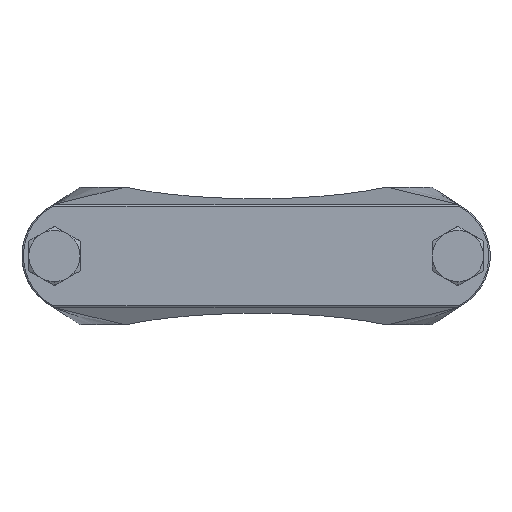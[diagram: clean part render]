
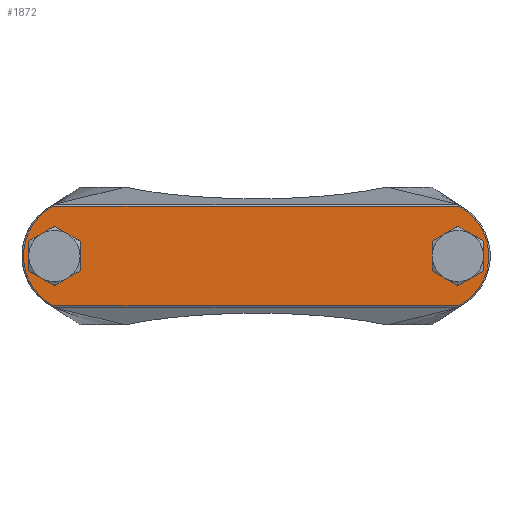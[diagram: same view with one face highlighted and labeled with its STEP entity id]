
A CAD part, front view. The second image highlights one B-rep face of the part: STEP entity #1872.
In plain terms, the highlighted planar face has unit normal (0, -1, 0).
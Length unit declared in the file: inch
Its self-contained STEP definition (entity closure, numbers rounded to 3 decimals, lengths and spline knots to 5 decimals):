
#2 = CARTESIAN_POINT ( 'NONE',  ( 1.93775, -0.995, -0.1263 ) ) ;
#6 = DIRECTION ( 'NONE',  ( 0.866, 0., -0.5 ) ) ;
#49 = LINE ( 'NONE', #812, #2126 ) ;
#62 = CARTESIAN_POINT ( 'NONE',  ( -1.93775, -0.995, -0.1263 ) ) ;
#84 = EDGE_CURVE ( 'NONE', #595, #2036, #115, .T. ) ;
#115 = LINE ( 'NONE', #1968, #2464 ) ;
#119 = EDGE_CURVE ( 'NONE', #1426, #2023, #2070, .T. ) ;
#121 = CARTESIAN_POINT ( 'NONE',  ( 1.93775, -0.995, 0.1263 ) ) ;
#186 = ORIENTED_EDGE ( 'NONE', *, *, #2138, .F. ) ;
#207 = CARTESIAN_POINT ( 'NONE',  ( 1.719, -0.995, -0.25259 ) ) ;
#247 = DIRECTION ( 'NONE',  ( -0.866, 0., -0.5 ) ) ;
#288 = ORIENTED_EDGE ( 'NONE', *, *, #306, .F. ) ;
#290 = EDGE_CURVE ( 'NONE', #2205, #1326, #1381, .T. ) ;
#292 = DIRECTION ( 'NONE',  ( 0., 0., -1. ) ) ;
#306 = EDGE_CURVE ( 'NONE', #1448, #982, #1711, .T. ) ;
#317 = VECTOR ( 'NONE', #472, 39.37008 ) ;
#326 = CARTESIAN_POINT ( 'NONE',  ( 1.505, -0.995, 0. ) ) ;
#331 = VERTEX_POINT ( 'NONE', #1137 ) ;
#365 = DIRECTION ( 'NONE',  ( 0., 0., -1. ) ) ;
#380 = LINE ( 'NONE', #1913, #2066 ) ;
#386 = VERTEX_POINT ( 'NONE', #2 ) ;
#387 = ORIENTED_EDGE ( 'NONE', *, *, #932, .F. ) ;
#420 = VERTEX_POINT ( 'NONE', #2293 ) ;
#421 = CARTESIAN_POINT ( 'NONE',  ( -1.93775, -0.995, -0.1263 ) ) ;
#439 = LINE ( 'NONE', #1700, #1062 ) ;
#472 = DIRECTION ( 'NONE',  ( 0.866, 0., 0.5 ) ) ;
#485 = EDGE_CURVE ( 'NONE', #386, #706, #2130, .T. ) ;
#518 = DIRECTION ( 'NONE',  ( 0., -1., 0. ) ) ;
#522 = LINE ( 'NONE', #1480, #1620 ) ;
#531 = ORIENTED_EDGE ( 'NONE', *, *, #1992, .F. ) ;
#536 = DIRECTION ( 'NONE',  ( 0., 0., 1. ) ) ;
#595 = VERTEX_POINT ( 'NONE', #1392 ) ;
#606 = PLANE ( 'NONE',  #1371 ) ;
#617 = DIRECTION ( 'NONE',  ( 0., -1., 0. ) ) ;
#625 = DIRECTION ( 'NONE',  ( 0., 0., -1. ) ) ;
#659 = ORIENTED_EDGE ( 'NONE', *, *, #2041, .T. ) ;
#694 = CIRCLE ( 'NONE', #1324, 0.478 ) ;
#706 = VERTEX_POINT ( 'NONE', #121 ) ;
#750 = CARTESIAN_POINT ( 'NONE',  ( -1.72279, -0.995, 0.4255 ) ) ;
#757 = VECTOR ( 'NONE', #2050, 39.37008 ) ;
#787 = ORIENTED_EDGE ( 'NONE', *, *, #1246, .F. ) ;
#812 = CARTESIAN_POINT ( 'NONE',  ( -1.719, -0.995, 0.25259 ) ) ;
#813 = CARTESIAN_POINT ( 'NONE',  ( 1.50025, -0.995, -0.1263 ) ) ;
#826 = CARTESIAN_POINT ( 'NONE',  ( -1.505, -0.995, 0. ) ) ;
#833 = CARTESIAN_POINT ( 'NONE',  ( -1.719, -0.995, -0.25259 ) ) ;
#885 = VECTOR ( 'NONE', #1384, 39.37008 ) ;
#915 = EDGE_CURVE ( 'NONE', #2023, #1778, #522, .T. ) ;
#932 = EDGE_CURVE ( 'NONE', #420, #386, #1109, .T. ) ;
#965 = EDGE_LOOP ( 'NONE', ( #186, #1129, #387, #531, #1487, #2105 ) ) ;
#982 = VERTEX_POINT ( 'NONE', #62 ) ;
#1027 = CARTESIAN_POINT ( 'NONE',  ( -1.719, -0.995, -0.25259 ) ) ;
#1062 = VECTOR ( 'NONE', #2249, 39.37008 ) ;
#1109 = LINE ( 'NONE', #207, #2456 ) ;
#1125 = CARTESIAN_POINT ( 'NONE',  ( 1.93775, -0.995, 0.1263 ) ) ;
#1129 = ORIENTED_EDGE ( 'NONE', *, *, #485, .F. ) ;
#1137 = CARTESIAN_POINT ( 'NONE',  ( 1.72279, -0.995, 0.4255 ) ) ;
#1147 = DIRECTION ( 'NONE',  ( 0., 0., -1. ) ) ;
#1176 = VERTEX_POINT ( 'NONE', #750 ) ;
#1188 = EDGE_CURVE ( 'NONE', #331, #1176, #1949, .T. ) ;
#1224 = ORIENTED_EDGE ( 'NONE', *, *, #84, .T. ) ;
#1246 = EDGE_CURVE ( 'NONE', #1778, #2116, #439, .T. ) ;
#1276 = AXIS2_PLACEMENT_3D ( 'NONE', #326, #518, #292 ) ;
#1284 = EDGE_CURVE ( 'NONE', #982, #1426, #2460, .T. ) ;
#1302 = ORIENTED_EDGE ( 'NONE', *, *, #1383, .T. ) ;
#1324 = AXIS2_PLACEMENT_3D ( 'NONE', #826, #617, #625 ) ;
#1326 = VERTEX_POINT ( 'NONE', #1708 ) ;
#1342 = DIRECTION ( 'NONE',  ( -0.866, 0., 0.5 ) ) ;
#1371 = AXIS2_PLACEMENT_3D ( 'NONE', #1528, #2284, #1925 ) ;
#1381 = LINE ( 'NONE', #2413, #757 ) ;
#1383 = EDGE_CURVE ( 'NONE', #1176, #595, #694, .T. ) ;
#1384 = DIRECTION ( 'NONE',  ( 0., 0., 1. ) ) ;
#1389 = CARTESIAN_POINT ( 'NONE',  ( -1.93775, -0.995, 0.1263 ) ) ;
#1392 = CARTESIAN_POINT ( 'NONE',  ( -1.72279, -0.995, -0.4255 ) ) ;
#1426 = VERTEX_POINT ( 'NONE', #1027 ) ;
#1448 = VERTEX_POINT ( 'NONE', #1389 ) ;
#1480 = CARTESIAN_POINT ( 'NONE',  ( -1.50025, -0.995, -0.1263 ) ) ;
#1486 = DIRECTION ( 'NONE',  ( -1., 0., 0. ) ) ;
#1487 = ORIENTED_EDGE ( 'NONE', *, *, #1904, .F. ) ;
#1510 = CARTESIAN_POINT ( 'NONE',  ( -1.50025, -0.995, 0.1263 ) ) ;
#1528 = CARTESIAN_POINT ( 'NONE',  ( -1.505, -0.995, 0. ) ) ;
#1534 = DIRECTION ( 'NONE',  ( 0.866, 0., 0.5 ) ) ;
#1593 = DIRECTION ( 'NONE',  ( 1., 0., 0. ) ) ;
#1605 = VERTEX_POINT ( 'NONE', #2183 ) ;
#1620 = VECTOR ( 'NONE', #536, 39.37008 ) ;
#1637 = ORIENTED_EDGE ( 'NONE', *, *, #915, .F. ) ;
#1649 = VECTOR ( 'NONE', #365, 39.37008 ) ;
#1666 = ORIENTED_EDGE ( 'NONE', *, *, #1284, .F. ) ;
#1700 = CARTESIAN_POINT ( 'NONE',  ( -1.50025, -0.995, 0.1263 ) ) ;
#1708 = CARTESIAN_POINT ( 'NONE',  ( 1.50025, -0.995, 0.1263 ) ) ;
#1711 = LINE ( 'NONE', #2421, #1649 ) ;
#1741 = CARTESIAN_POINT ( 'NONE',  ( 1.93775, -0.995, -0.1263 ) ) ;
#1771 = DIRECTION ( 'NONE',  ( 0.866, 0., -0.5 ) ) ;
#1778 = VERTEX_POINT ( 'NONE', #1510 ) ;
#1791 = FACE_BOUND ( 'NONE', #2136, .T. ) ;
#1794 = VECTOR ( 'NONE', #1486, 39.37008 ) ;
#1872 = ADVANCED_FACE ( 'NONE', ( #2270, #2395, #1791 ), #606, .T. ) ;
#1891 = ORIENTED_EDGE ( 'NONE', *, *, #1188, .T. ) ;
#1904 = EDGE_CURVE ( 'NONE', #1326, #1605, #380, .T. ) ;
#1911 = CARTESIAN_POINT ( 'NONE',  ( -1.50025, -0.995, -0.1263 ) ) ;
#1913 = CARTESIAN_POINT ( 'NONE',  ( 1.50025, -0.995, 0.1263 ) ) ;
#1925 = DIRECTION ( 'NONE',  ( 0., 0., -1. ) ) ;
#1935 = ORIENTED_EDGE ( 'NONE', *, *, #119, .F. ) ;
#1945 = VECTOR ( 'NONE', #1771, 39.37008 ) ;
#1949 = LINE ( 'NONE', #2079, #1794 ) ;
#1968 = CARTESIAN_POINT ( 'NONE',  ( 1.72567, -0.995, -0.4255 ) ) ;
#1992 = EDGE_CURVE ( 'NONE', #1605, #420, #2038, .T. ) ;
#2012 = EDGE_LOOP ( 'NONE', ( #1891, #1302, #1224, #659 ) ) ;
#2023 = VERTEX_POINT ( 'NONE', #1911 ) ;
#2025 = ORIENTED_EDGE ( 'NONE', *, *, #2241, .F. ) ;
#2036 = VERTEX_POINT ( 'NONE', #2444 ) ;
#2038 = LINE ( 'NONE', #813, #1945 ) ;
#2041 = EDGE_CURVE ( 'NONE', #2036, #331, #2129, .T. ) ;
#2050 = DIRECTION ( 'NONE',  ( -0.866, 0., -0.5 ) ) ;
#2066 = VECTOR ( 'NONE', #1147, 39.37008 ) ;
#2070 = LINE ( 'NONE', #833, #317 ) ;
#2079 = CARTESIAN_POINT ( 'NONE',  ( -1.72567, -0.995, 0.4255 ) ) ;
#2105 = ORIENTED_EDGE ( 'NONE', *, *, #290, .F. ) ;
#2116 = VERTEX_POINT ( 'NONE', #2463 ) ;
#2126 = VECTOR ( 'NONE', #247, 39.37008 ) ;
#2129 = CIRCLE ( 'NONE', #1276, 0.478 ) ;
#2130 = LINE ( 'NONE', #1741, #885 ) ;
#2131 = VECTOR ( 'NONE', #6, 39.37008 ) ;
#2136 = EDGE_LOOP ( 'NONE', ( #787, #1637, #1935, #1666, #288, #2025 ) ) ;
#2138 = EDGE_CURVE ( 'NONE', #706, #2205, #2152, .T. ) ;
#2147 = CARTESIAN_POINT ( 'NONE',  ( 1.719, -0.995, 0.25259 ) ) ;
#2152 = LINE ( 'NONE', #1125, #2209 ) ;
#2183 = CARTESIAN_POINT ( 'NONE',  ( 1.50025, -0.995, -0.1263 ) ) ;
#2205 = VERTEX_POINT ( 'NONE', #2147 ) ;
#2209 = VECTOR ( 'NONE', #1342, 39.37008 ) ;
#2241 = EDGE_CURVE ( 'NONE', #2116, #1448, #49, .T. ) ;
#2249 = DIRECTION ( 'NONE',  ( -0.866, 0., 0.5 ) ) ;
#2270 = FACE_OUTER_BOUND ( 'NONE', #2012, .T. ) ;
#2284 = DIRECTION ( 'NONE',  ( 0., -1., 0. ) ) ;
#2293 = CARTESIAN_POINT ( 'NONE',  ( 1.719, -0.995, -0.25259 ) ) ;
#2395 = FACE_BOUND ( 'NONE', #965, .T. ) ;
#2413 = CARTESIAN_POINT ( 'NONE',  ( 1.719, -0.995, 0.25259 ) ) ;
#2421 = CARTESIAN_POINT ( 'NONE',  ( -1.93775, -0.995, 0.1263 ) ) ;
#2444 = CARTESIAN_POINT ( 'NONE',  ( 1.72279, -0.995, -0.4255 ) ) ;
#2456 = VECTOR ( 'NONE', #1534, 39.37008 ) ;
#2460 = LINE ( 'NONE', #421, #2131 ) ;
#2463 = CARTESIAN_POINT ( 'NONE',  ( -1.719, -0.995, 0.25259 ) ) ;
#2464 = VECTOR ( 'NONE', #1593, 39.37008 ) ;
